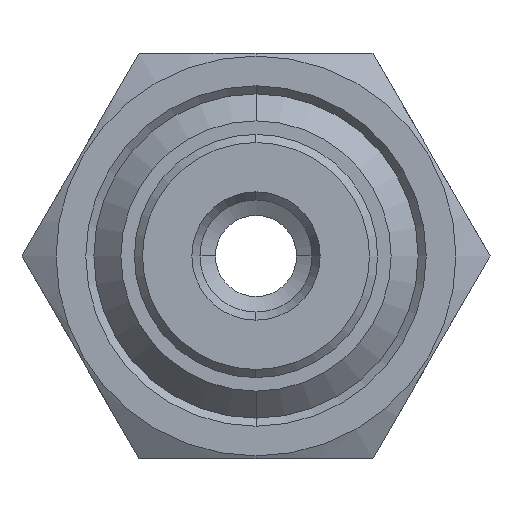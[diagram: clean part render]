
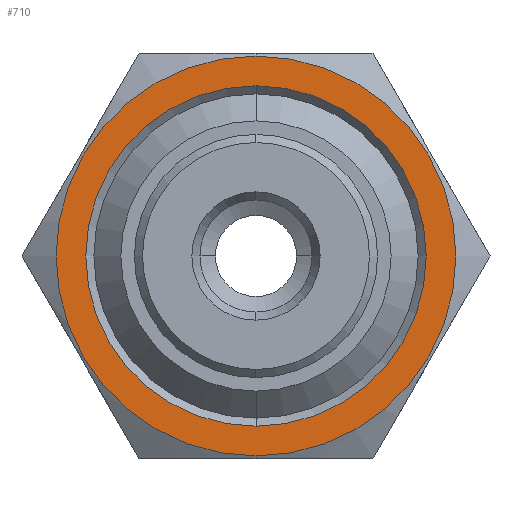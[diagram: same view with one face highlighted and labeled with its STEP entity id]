
A CAD part, front view. The second image highlights one B-rep face of the part: STEP entity #710.
In plain terms, the highlighted planar face has unit normal (0, -1, 0).
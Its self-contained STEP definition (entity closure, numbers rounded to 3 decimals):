
#262 = VERTEX_POINT ( 'NONE', #1975 ) ;
#277 = EDGE_CURVE ( 'NONE', #262, #280, #2039, .T. ) ;
#280 = VERTEX_POINT ( 'NONE', #2032 ) ;
#286 = VERTEX_POINT ( 'NONE', #2022 ) ;
#288 = EDGE_CURVE ( 'NONE', #286, #289, #2021, .T. ) ;
#289 = VERTEX_POINT ( 'NONE', #2016 ) ;
#696 = ORIENTED_EDGE ( 'NONE', *, *, #277, .T. ) ;
#697 = ORIENTED_EDGE ( 'NONE', *, *, #721, .T. ) ;
#698 = EDGE_LOOP ( 'NONE', ( #697, #696 ) ) ;
#699 = EDGE_CURVE ( 'NONE', #289, #286, #1367, .T. ) ;
#700 = ORIENTED_EDGE ( 'NONE', *, *, #288, .F. ) ;
#708 = EDGE_LOOP ( 'NONE', ( #714, #700 ) ) ;
#710 = ADVANCED_FACE ( 'NONE', ( #1369, #1411 ), #1410, .F. ) ;
#714 = ORIENTED_EDGE ( 'NONE', *, *, #699, .F. ) ;
#721 = EDGE_CURVE ( 'NONE', #280, #262, #1402, .T. ) ;
#1363 = DIRECTION ( 'NONE',  ( 0., 0., -1. ) ) ;
#1364 = DIRECTION ( 'NONE',  ( 0., -1., 0. ) ) ;
#1365 = CARTESIAN_POINT ( 'NONE',  ( 0., -7.5, 0. ) ) ;
#1366 = AXIS2_PLACEMENT_3D ( 'NONE', #1365, #1364, #1363 ) ;
#1367 = CIRCLE ( 'NONE', #1366, 6.3 ) ;
#1369 = FACE_BOUND ( 'NONE', #708, .T. ) ;
#1395 = DIRECTION ( 'NONE',  ( 0., 0., -1. ) ) ;
#1396 = DIRECTION ( 'NONE',  ( 0., -1., 0. ) ) ;
#1397 = CARTESIAN_POINT ( 'NONE',  ( 0., -7.5, 0. ) ) ;
#1398 = AXIS2_PLACEMENT_3D ( 'NONE', #1397, #1396, #1395 ) ;
#1402 = CIRCLE ( 'NONE', #1398, 7.4 ) ;
#1405 = DIRECTION ( 'NONE',  ( 0., 0., 1. ) ) ;
#1406 = DIRECTION ( 'NONE',  ( 0., 1., 0. ) ) ;
#1407 = CARTESIAN_POINT ( 'NONE',  ( 4.33, -7.5, 7.5 ) ) ;
#1409 = AXIS2_PLACEMENT_3D ( 'NONE', #1407, #1406, #1405 ) ;
#1410 = PLANE ( 'NONE',  #1409 ) ;
#1411 = FACE_OUTER_BOUND ( 'NONE', #698, .T. ) ;
#1975 = CARTESIAN_POINT ( 'NONE',  ( 0., -7.5, -7.4 ) ) ;
#2016 = CARTESIAN_POINT ( 'NONE',  ( 0., -7.5, -6.3 ) ) ;
#2017 = DIRECTION ( 'NONE',  ( 0., 0., -1. ) ) ;
#2018 = DIRECTION ( 'NONE',  ( 0., -1., 0. ) ) ;
#2019 = CARTESIAN_POINT ( 'NONE',  ( 0., -7.5, 0. ) ) ;
#2020 = AXIS2_PLACEMENT_3D ( 'NONE', #2019, #2018, #2017 ) ;
#2021 = CIRCLE ( 'NONE', #2020, 6.3 ) ;
#2022 = CARTESIAN_POINT ( 'NONE',  ( 0., -7.5, 6.3 ) ) ;
#2032 = CARTESIAN_POINT ( 'NONE',  ( 0., -7.5, 7.4 ) ) ;
#2035 = DIRECTION ( 'NONE',  ( 0., 0., -1. ) ) ;
#2036 = DIRECTION ( 'NONE',  ( 0., -1., 0. ) ) ;
#2037 = CARTESIAN_POINT ( 'NONE',  ( 0., -7.5, 0. ) ) ;
#2038 = AXIS2_PLACEMENT_3D ( 'NONE', #2037, #2036, #2035 ) ;
#2039 = CIRCLE ( 'NONE', #2038, 7.4 ) ;
